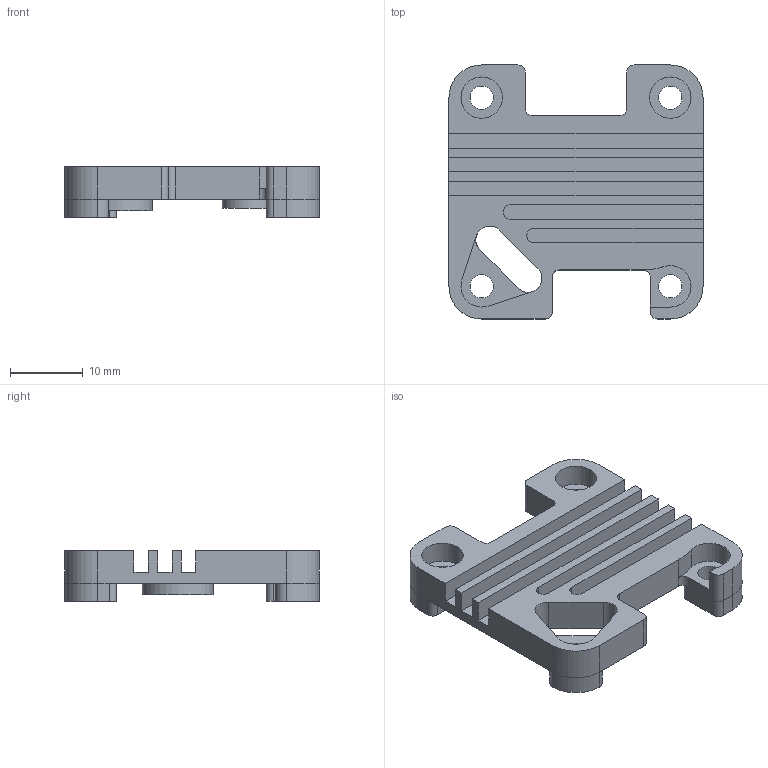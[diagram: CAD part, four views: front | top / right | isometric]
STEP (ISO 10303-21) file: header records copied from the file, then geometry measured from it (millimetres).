
FILE_DESCRIPTION(('FreeCAD Model'),'2;1');
FILE_NAME('Open CASCADE Shape Model','2023-11-14T14:06:01',('Author'),( ''),'Open CASCADE STEP processor 7.5','FreeCAD','Unknown');
FILE_SCHEMA(('AUTOMOTIVE_DESIGN { 1 0 10303 214 1 1 1 1 }'));
Length unit declared in the file: millimetre
Products named in the file (1): nema-14
Bounding box: 35 x 35 x 7 mm (x, y, z)
Volume: 3559.7 mm3; surface area: 4225.2 mm2
Topology: 1 solids, 1 shells, 102 faces, 270 edges, 173 vertices
Faces by surface type: plane 59, cylinder 43
Full cylindrical faces by diameter (mm): 3.2 x4, 5.7 x2, 7.067 x1, 9.811 x1
Entity records: 3192 total; most frequent: DIRECTION 560, CARTESIAN_POINT 546, ORIENTED_EDGE 540, EDGE_CURVE 270, AXIS2_PLACEMENT_3D 187, LINE 186, VECTOR 186, VERTEX_POINT 173
